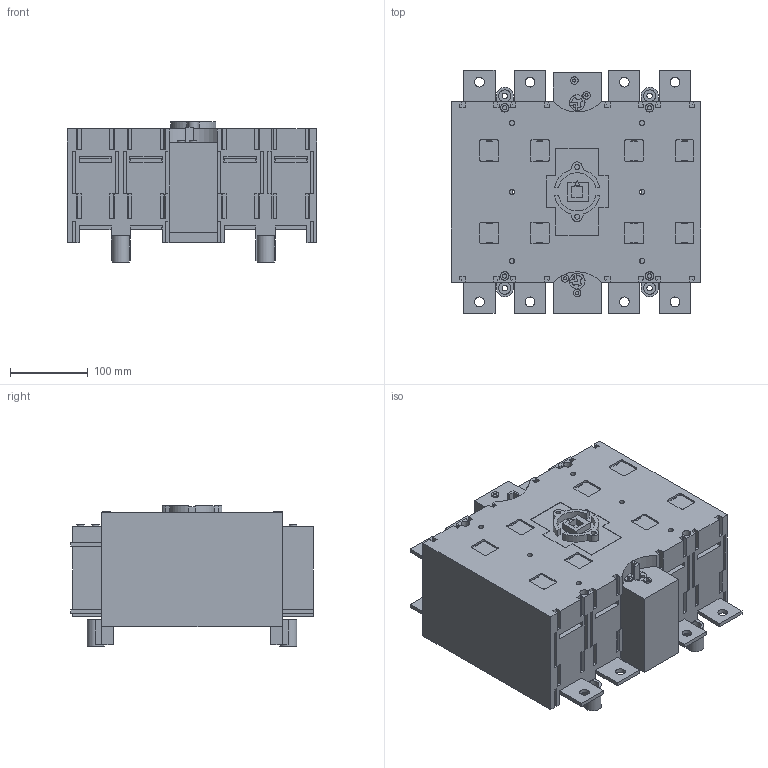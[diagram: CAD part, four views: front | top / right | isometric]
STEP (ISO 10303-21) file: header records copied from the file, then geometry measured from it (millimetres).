
FILE_DESCRIPTION((''),'2;1');
FILE_NAME('Pieza6.stp','2011-02-10T11:05:46',('idi'),(''),'Autodesk Inventor 2010','Autodesk Inventor 2010','');
FILE_SCHEMA(('AUTOMOTIVE_DESIGN { 1 0 10303 214 1 1 1 1 }'));
Length unit declared in the file: millimetre
Products named in the file (1): Pieza6
Bounding box: 321 x 311.95 x 180 mm (x, y, z)
Volume: 9786784.2 mm3; surface area: 568837.9 mm2
Topology: 1 solids, 1 shells, 908 faces, 2444 edges, 1606 vertices
Faces by surface type: plane 778, cylinder 122, cone 8
Full cylindrical faces by diameter (mm): 3 x4, 4 x4, 5.5 x4, 6.15 x2, 6.6 x6, 7 x4, 9.6 x4, 12.5 x12, 15.5 x4, 20 x1, 20.2 x1, 22 x4, 34.6 x2, 46 x2
Entity records: 28120 total; most frequent: CARTESIAN_POINT 4847, ORIENTED_EDGE 4714, DIRECTION 4457, EDGE_CURVE 2357, VECTOR 2075, LINE 2075, VERTEX_POINT 1581, AXIS2_PLACEMENT_3D 1191
